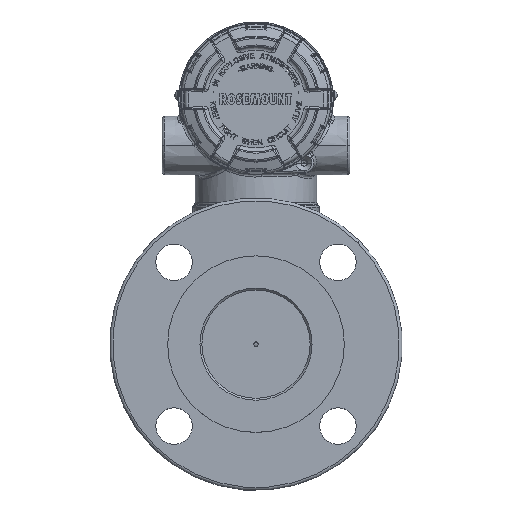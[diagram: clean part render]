
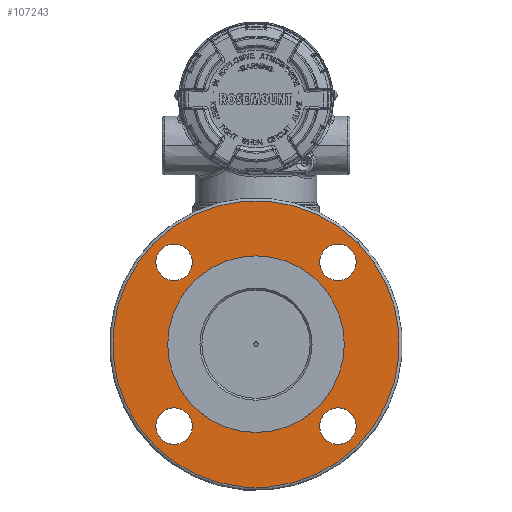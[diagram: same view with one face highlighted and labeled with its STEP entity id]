
A CAD part, top view. The second image highlights one B-rep face of the part: STEP entity #107243.
In plain terms, the highlighted planar face has unit normal (0, 0, 1).
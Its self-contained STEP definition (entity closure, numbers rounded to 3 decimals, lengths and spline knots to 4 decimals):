
#106888=CARTESIAN_POINT('',(0.,-5.0275,3.7));
#106889=DIRECTION('',(0.,0.,-1.));
#106890=DIRECTION('',(0.707,0.707,0.));
#106891=AXIS2_PLACEMENT_3D('',#106888,#106889,#106890);
#106898=CARTESIAN_POINT('',(0.,-5.0275,3.7));
#106899=DIRECTION('',(0.,0.,1.));
#106900=DIRECTION('',(0.707,0.707,0.));
#106901=AXIS2_PLACEMENT_3D('',#106898,#106899,#106900);
#106908=CARTESIAN_POINT('',(0.,-5.0275,3.7));
#106909=DIRECTION('',(0.,0.,1.));
#106910=DIRECTION('',(-0.707,-0.707,0.));
#106911=AXIS2_PLACEMENT_3D('',#106908,#106909,#106910);
#106913=CARTESIAN_POINT('',(0.,-5.0275,3.7));
#106914=DIRECTION('',(0.,0.,1.));
#106915=DIRECTION('',(0.707,0.707,0.));
#106916=AXIS2_PLACEMENT_3D('',#106913,#106914,#106915);
#106918=CARTESIAN_POINT('',(1.6794,-6.7069,3.7));
#106919=DIRECTION('',(0.,0.,1.));
#106920=DIRECTION('',(0.707,0.707,0.));
#106921=AXIS2_PLACEMENT_3D('',#106918,#106919,#106920);
#106923=CARTESIAN_POINT('',(1.6794,-6.7069,3.7));
#106924=DIRECTION('',(0.,0.,1.));
#106925=DIRECTION('',(-0.707,-0.707,0.));
#106926=AXIS2_PLACEMENT_3D('',#106923,#106924,#106925);
#106928=CARTESIAN_POINT('',(1.6794,-3.3481,3.7));
#106929=DIRECTION('',(0.,0.,1.));
#106930=DIRECTION('',(-0.707,0.707,0.));
#106931=AXIS2_PLACEMENT_3D('',#106928,#106929,#106930);
#106933=CARTESIAN_POINT('',(1.6794,-3.3481,3.7));
#106934=DIRECTION('',(0.,0.,1.));
#106935=DIRECTION('',(0.707,-0.707,0.));
#106936=AXIS2_PLACEMENT_3D('',#106933,#106934,#106935);
#106938=CARTESIAN_POINT('',(-1.6794,-3.3481,3.7));
#106939=DIRECTION('',(0.,0.,1.));
#106940=DIRECTION('',(-0.707,-0.707,0.));
#106941=AXIS2_PLACEMENT_3D('',#106938,#106939,#106940);
#106943=CARTESIAN_POINT('',(-1.6794,-3.3481,3.7));
#106944=DIRECTION('',(0.,0.,1.));
#106945=DIRECTION('',(0.707,0.707,0.));
#106946=AXIS2_PLACEMENT_3D('',#106943,#106944,#106945);
#106948=CARTESIAN_POINT('',(-1.6794,-6.7069,3.7));
#106949=DIRECTION('',(0.,0.,1.));
#106950=DIRECTION('',(0.707,-0.707,0.));
#106951=AXIS2_PLACEMENT_3D('',#106948,#106949,#106950);
#106953=CARTESIAN_POINT('',(-1.6794,-6.7069,3.7));
#106954=DIRECTION('',(0.,0.,1.));
#106955=DIRECTION('',(-0.707,0.707,0.));
#106956=AXIS2_PLACEMENT_3D('',#106953,#106954,#106955);
#106994=CARTESIAN_POINT('',(2.0789,-2.9486,3.7));
#106996=VERTEX_POINT('',#106994);
#107006=CARTESIAN_POINT('',(-2.0789,-7.1064,3.7));
#107008=VERTEX_POINT('',#107006);
#107014=CARTESIAN_POINT('',(0.7672,-4.2603,3.7));
#107015=CARTESIAN_POINT('',(-0.7672,-5.7947,3.7));
#107016=VERTEX_POINT('',#107014);
#107017=VERTEX_POINT('',#107015);
#107019=CARTESIAN_POINT('',(1.9445,-6.4417,3.7));
#107021=VERTEX_POINT('',#107019);
#107023=CARTESIAN_POINT('',(1.4142,-6.972,3.7));
#107025=VERTEX_POINT('',#107023);
#107027=CARTESIAN_POINT('',(1.4142,-3.083,3.7));
#107029=VERTEX_POINT('',#107027);
#107031=CARTESIAN_POINT('',(1.9445,-3.6133,3.7));
#107033=VERTEX_POINT('',#107031);
#107034=CARTESIAN_POINT('',(-1.9445,-3.6133,3.7));
#107035=CARTESIAN_POINT('',(-1.4142,-3.083,3.7));
#107036=VERTEX_POINT('',#107034);
#107037=VERTEX_POINT('',#107035);
#107042=CARTESIAN_POINT('',(-1.4142,-6.972,3.7));
#107043=CARTESIAN_POINT('',(-1.9445,-6.4417,3.7));
#107044=VERTEX_POINT('',#107042);
#107045=VERTEX_POINT('',#107043);
#107204=CARTESIAN_POINT('',(0.,-5.0275,3.7));
#107205=DIRECTION('',(0.,0.,-1.));
#107206=DIRECTION('',(0.707,0.707,0.));
#107207=AXIS2_PLACEMENT_3D('',#107204,#107205,#107206);
#107208=PLANE('',#107207);
#107209=ORIENTED_EDGE('',*,*,#107197,.F.);
#107210=ORIENTED_EDGE('',*,*,#107186,.T.);
#107211=EDGE_LOOP('',(#107209,#107210));
#107212=FACE_OUTER_BOUND('',#107211,.F.);
#107214=ORIENTED_EDGE('',*,*,#107213,.T.);
#107216=ORIENTED_EDGE('',*,*,#107215,.T.);
#107217=EDGE_LOOP('',(#107214,#107216));
#107218=FACE_BOUND('',#107217,.F.);
#107220=ORIENTED_EDGE('',*,*,#107219,.T.);
#107222=ORIENTED_EDGE('',*,*,#107221,.T.);
#107223=EDGE_LOOP('',(#107220,#107222));
#107224=FACE_BOUND('',#107223,.F.);
#107226=ORIENTED_EDGE('',*,*,#107225,.T.);
#107228=ORIENTED_EDGE('',*,*,#107227,.T.);
#107229=EDGE_LOOP('',(#107226,#107228));
#107230=FACE_BOUND('',#107229,.F.);
#107232=ORIENTED_EDGE('',*,*,#107231,.T.);
#107234=ORIENTED_EDGE('',*,*,#107233,.T.);
#107235=EDGE_LOOP('',(#107232,#107234));
#107236=FACE_BOUND('',#107235,.F.);
#107238=ORIENTED_EDGE('',*,*,#107237,.T.);
#107240=ORIENTED_EDGE('',*,*,#107239,.T.);
#107241=EDGE_LOOP('',(#107238,#107240));
#107242=FACE_BOUND('',#107241,.F.);
#106892=CIRCLE('',#106891,2.94);
#106902=CIRCLE('',#106901,2.94);
#106912=CIRCLE('',#106911,1.085);
#106917=CIRCLE('',#106916,1.085);
#106922=CIRCLE('',#106921,0.375);
#106927=CIRCLE('',#106926,0.375);
#106932=CIRCLE('',#106931,0.375);
#106937=CIRCLE('',#106936,0.375);
#106942=CIRCLE('',#106941,0.375);
#106947=CIRCLE('',#106946,0.375);
#106952=CIRCLE('',#106951,0.375);
#106957=CIRCLE('',#106956,0.375);
#107186=EDGE_CURVE('',#106996,#107008,#106892,.T.);
#107197=EDGE_CURVE('',#106996,#107008,#106902,.T.);
#107213=EDGE_CURVE('',#107017,#107016,#106912,.T.);
#107215=EDGE_CURVE('',#107016,#107017,#106917,.T.);
#107219=EDGE_CURVE('',#107021,#107025,#106922,.T.);
#107221=EDGE_CURVE('',#107025,#107021,#106927,.T.);
#107225=EDGE_CURVE('',#107029,#107033,#106932,.T.);
#107227=EDGE_CURVE('',#107033,#107029,#106937,.T.);
#107231=EDGE_CURVE('',#107036,#107037,#106942,.T.);
#107233=EDGE_CURVE('',#107037,#107036,#106947,.T.);
#107237=EDGE_CURVE('',#107044,#107045,#106952,.T.);
#107239=EDGE_CURVE('',#107045,#107044,#106957,.T.);
#107243=ADVANCED_FACE('',(#107212,#107218,#107224,#107230,#107236,#107242),
#107208,.F.);
